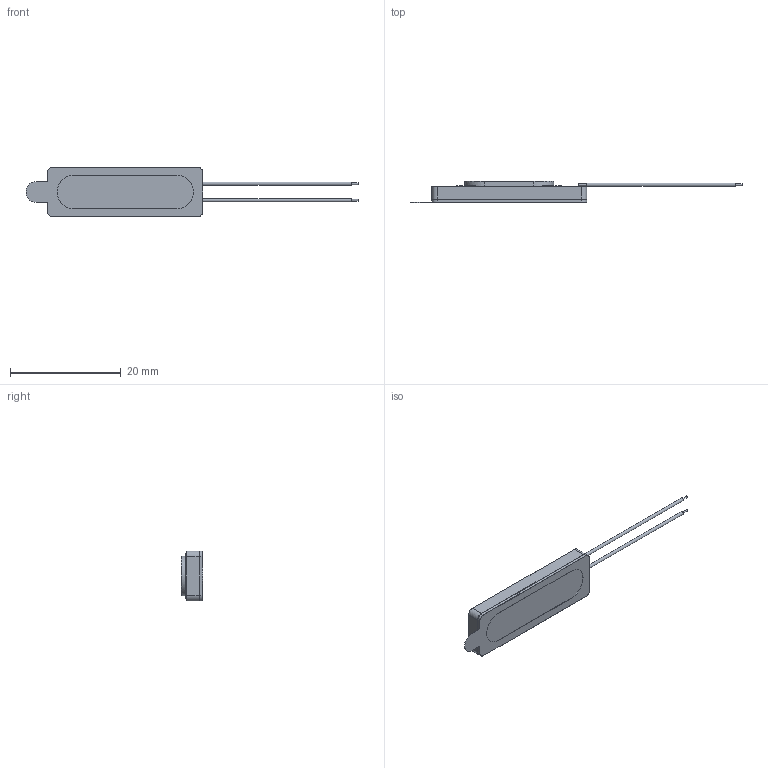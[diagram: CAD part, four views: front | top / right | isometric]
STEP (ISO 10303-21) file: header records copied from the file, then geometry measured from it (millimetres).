
FILE_DESCRIPTION (( 'STEP AP214' ), '1' );
FILE_NAME ('SPKM.289.8.A.STEP', '2022-03-30T10:18:57', ( '' ), ( '' ), 'SwSTEP 2.0', 'SolidWorks 2018', '' );
FILE_SCHEMA (( 'AUTOMOTIVE_DESIGN' ));
Length unit declared in the file: millimetre
Products named in the file (1): SPKM.289.8.A
Bounding box: 59.89 x 3.8 x 9 mm (x, y, z)
Surface area: 1252.9 mm2 (no closed solid volume)
Topology: 0 solids, 8 shells, 65 faces, 206 edges, 142 vertices
Faces by surface type: plane 43, cylinder 22
Full cylindrical faces by diameter (mm): 0.3 x4, 0.6 x2
Entity records: 2985 total; most frequent: CARTESIAN_POINT 408, DIRECTION 392, ORIENTED_EDGE 346, EDGE_CURVE 200, VERTEX_POINT 142, VECTOR 140, LINE 140, AXIS2_PLACEMENT_3D 126
